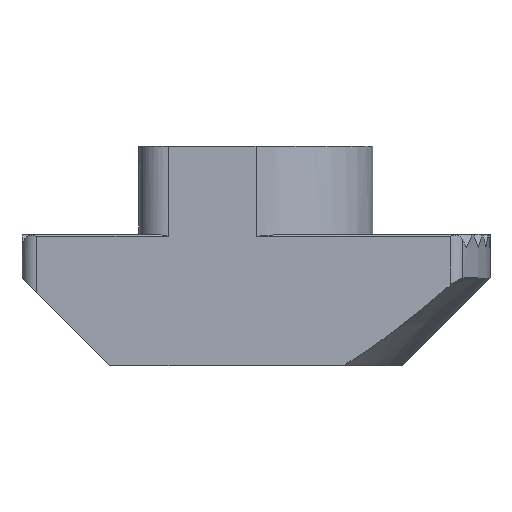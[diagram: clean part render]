
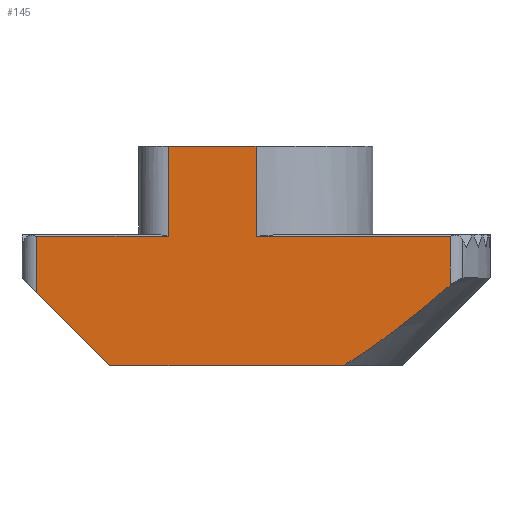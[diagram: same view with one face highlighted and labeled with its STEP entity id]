
A CAD part, front view. The second image highlights one B-rep face of the part: STEP entity #145.
In plain terms, the highlighted planar face has unit normal (0, -1, 0).
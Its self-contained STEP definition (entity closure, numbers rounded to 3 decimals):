
#145=ADVANCED_FACE('',(#308),#309,.F.);
#308=FACE_OUTER_BOUND('',#494,.T.);
#309=PLANE('',#495);
#494=EDGE_LOOP('',(#1092,#1093,#1094,#1095,#1096,#1097,#1098,#1099,#1100,#1101));
#495=AXIS2_PLACEMENT_3D('',#1102,#1103,#1104);
#1092=ORIENTED_EDGE('',*,*,#1556,.F.);
#1093=ORIENTED_EDGE('',*,*,#1557,.T.);
#1094=ORIENTED_EDGE('',*,*,#1558,.T.);
#1095=ORIENTED_EDGE('',*,*,#1559,.T.);
#1096=ORIENTED_EDGE('',*,*,#1560,.T.);
#1097=ORIENTED_EDGE('',*,*,#1561,.T.);
#1098=ORIENTED_EDGE('',*,*,#1562,.T.);
#1099=ORIENTED_EDGE('',*,*,#1563,.T.);
#1100=ORIENTED_EDGE('',*,*,#1564,.T.);
#1101=ORIENTED_EDGE('',*,*,#1565,.F.);
#1102=CARTESIAN_POINT('',(-8.0,-4.0,4.5));
#1103=DIRECTION('',(-0.0,1.0,0.0));
#1104=DIRECTION('',(1.0,0.0,0.0));
#1556=EDGE_CURVE('',#1970,#1971,#1972,.T.);
#1557=EDGE_CURVE('',#1970,#1973,#1974,.T.);
#1558=EDGE_CURVE('',#1973,#1975,#1976,.T.);
#1559=EDGE_CURVE('',#1975,#1977,#1978,.T.);
#1560=EDGE_CURVE('',#1977,#1979,#1980,.T.);
#1561=EDGE_CURVE('',#1979,#1981,#1982,.T.);
#1562=EDGE_CURVE('',#1981,#1983,#1984,.T.);
#1563=EDGE_CURVE('',#1983,#1985,#1986,.T.);
#1564=EDGE_CURVE('',#1985,#1987,#1988,.T.);
#1565=EDGE_CURVE('',#1971,#1987,#1989,.T.);
#1970=VERTEX_POINT('',#3360);
#1971=VERTEX_POINT('',#3361);
#1972=LINE('',#3362,#3363);
#1973=VERTEX_POINT('',#3364);
#1974=LINE('',#3365,#3366);
#1975=VERTEX_POINT('',#3367);
#1976=LINE('',#3368,#3369);
#1977=VERTEX_POINT('',#3370);
#1978=LINE('',#3371,#3372);
#1979=VERTEX_POINT('',#3373);
#1980=LINE('',#3374,#3375);
#1981=VERTEX_POINT('',#3376);
#1982=LINE('',#3377,#3378);
#1983=VERTEX_POINT('',#3379);
#1984=B_SPLINE_CURVE_WITH_KNOTS('',3,(#3380,#3381,#3382,#3383,#3384,#3385),.UNSPECIFIED.,.F.,.F.,(4,2,4),(0.,0.002,0.005),.UNSPECIFIED.);
#1985=VERTEX_POINT('',#3386);
#1986=LINE('',#3387,#3388);
#1987=VERTEX_POINT('',#3389);
#1988=LINE('',#3390,#3391);
#1989=LINE('',#3392,#3393);
#3360=CARTESIAN_POINT('',(-3.0,-4.0,7.5));
#3361=CARTESIAN_POINT('',(0.,-4.0,7.5));
#3362=CARTESIAN_POINT('',(-4.0,-4.0,7.5));
#3363=VECTOR('',#3711,1000.0);
#3364=CARTESIAN_POINT('',(-3.0,-4.0,4.421));
#3365=CARTESIAN_POINT('',(-3.0,-4.0,4.5));
#3366=VECTOR('',#3712,1000.0);
#3367=CARTESIAN_POINT('',(-7.5,-4.0,4.421));
#3368=CARTESIAN_POINT('',(-8.0,-4.0,4.421));
#3369=VECTOR('',#3713,1000.0);
#3370=CARTESIAN_POINT('',(-7.5,-4.0,2.5));
#3371=CARTESIAN_POINT('',(-7.5,-4.0,4.5));
#3372=VECTOR('',#3714,1000.0);
#3373=CARTESIAN_POINT('',(-5.,-4.0,0.0));
#3374=CARTESIAN_POINT('',(-8.0,-4.0,3.));
#3375=VECTOR('',#3715,1000.0);
#3376=CARTESIAN_POINT('',(3.,-4.0,0.0));
#3377=CARTESIAN_POINT('',(-8.0,-4.0,0.0));
#3378=VECTOR('',#3716,1000.0);
#3379=CARTESIAN_POINT('',(6.633,-4.0,2.746));
#3380=CARTESIAN_POINT('',(3.,-4.0,0.0));
#3381=CARTESIAN_POINT('',(3.655,-4.0,0.393));
#3382=CARTESIAN_POINT('',(4.27,-4.0,0.838));
#3383=CARTESIAN_POINT('',(5.471,-4.0,1.767));
#3384=CARTESIAN_POINT('',(6.056,-4.0,2.251));
#3385=CARTESIAN_POINT('',(6.633,-4.0,2.746));
#3386=CARTESIAN_POINT('',(6.633,-4.0,4.421));
#3387=CARTESIAN_POINT('',(6.633,-4.0,4.5));
#3388=VECTOR('',#3717,1000.0);
#3389=CARTESIAN_POINT('',(0.,-4.0,4.421));
#3390=CARTESIAN_POINT('',(-8.0,-4.0,4.421));
#3391=VECTOR('',#3718,1000.0);
#3392=CARTESIAN_POINT('',(0.,-4.0,7.5));
#3393=VECTOR('',#3719,1000.0);
#3711=DIRECTION('',(1.0,0.,0.0));
#3712=DIRECTION('',(0.0,0.0,-1.0));
#3713=DIRECTION('',(-1.0,-0.0,-0.0));
#3714=DIRECTION('',(0.0,0.0,-1.0));
#3715=DIRECTION('',(0.707,-0.0,-0.707));
#3716=DIRECTION('',(1.0,0.0,0.0));
#3717=DIRECTION('',(-0.0,-0.0,1.0));
#3718=DIRECTION('',(-1.0,-0.0,-0.0));
#3719=DIRECTION('',(-0.0,-0.0,-1.0));
